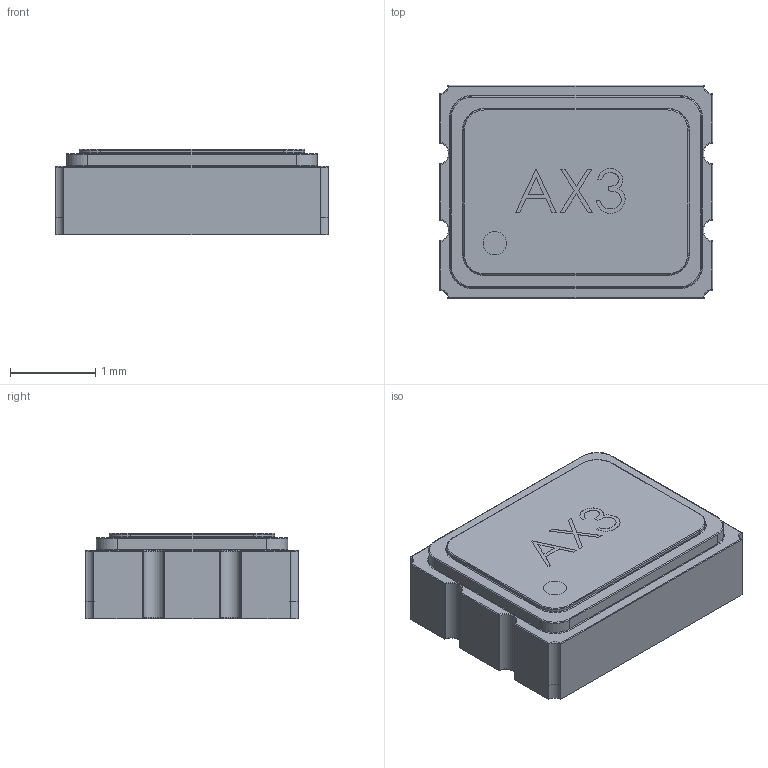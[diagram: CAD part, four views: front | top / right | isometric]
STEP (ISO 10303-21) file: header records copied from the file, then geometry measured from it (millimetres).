
FILE_DESCRIPTION (( 'STEP AP214' ), '1' );
FILE_NAME ('AX3.STEP', '2019-01-17T11:49:15', ( '' ), ( '' ), 'SwSTEP 2.0', 'SolidWorks 2018', '' );
FILE_SCHEMA (( 'AUTOMOTIVE_DESIGN' ));
Length unit declared in the file: millimetre
Products named in the file (1): AX3
Bounding box: 3.2 x 2.5 x 1 mm (x, y, z)
Volume: 7.5 mm3; surface area: 39.5 mm2
Topology: 10 solids, 10 shells, 263 faces, 642 edges, 404 vertices
Faces by surface type: plane 145, cylinder 64, torus 32, bspline 14, sphere 8
Entity records: 10357 total; most frequent: CARTESIAN_POINT 2380, ORIENTED_EDGE 1284, DIRECTION 1250, EDGE_CURVE 642, LINE 430, VECTOR 430, AXIS2_PLACEMENT_3D 410, VERTEX_POINT 404
